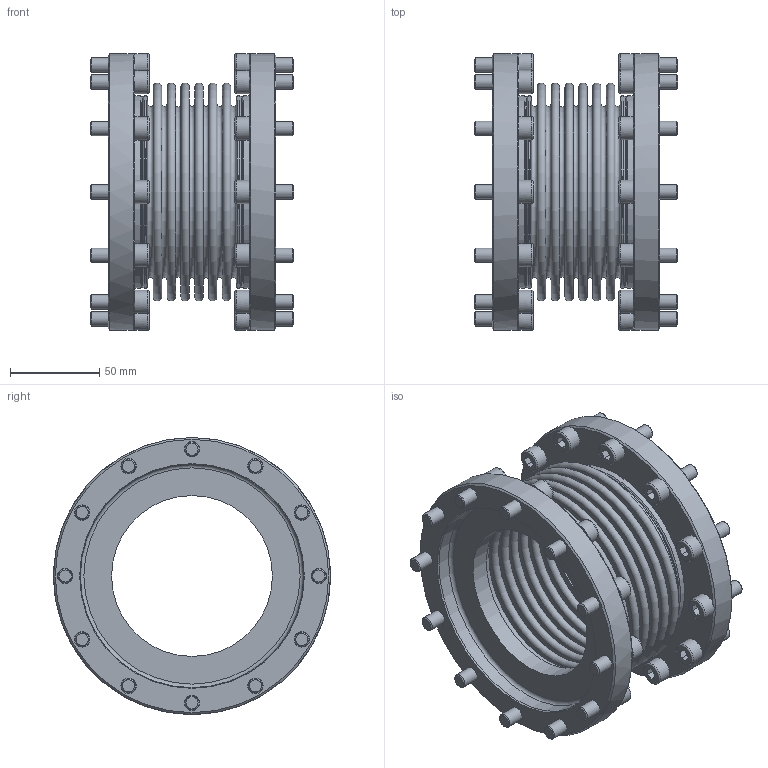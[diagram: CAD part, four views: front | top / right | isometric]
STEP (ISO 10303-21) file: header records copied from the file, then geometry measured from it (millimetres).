
FILE_DESCRIPTION(/* description */ ('Unknown'),/* implementation_level */ '2;1');
FILE_NAME(/* name */ 'KE 700 - 6W',/* time_stamp */ '2021-03-29T14:50:21+02:00',/* author */ ('Unknown'),/* organization */ ('Unknown'),/* preprocessor_version */ 'ST-DEVELOPER v16.7',/* originating_system */ 'DEX',/* authorisation */ $);
FILE_SCHEMA (('AUTOMOTIVE_DESIGN {1 0 10303 214 3 1 1}'));
Length unit declared in the file: millimetre
Products named in the file (1): KE 700 - 6W
Bounding box: 113.98 x 155 x 155 mm (x, y, z)
Volume: 368932.1 mm3; surface area: 250981.5 mm2
Topology: 1 solids, 1 shells, 616 faces, 1378 edges, 842 vertices
Faces by surface type: plane 416, cylinder 84, cone 62, torus 54
Full cylindrical faces by diameter (mm): 8 x24, 8.6 x24, 13 x24, 90 x2, 106.78 x1, 107 x1, 108 x4, 125 x2, 155 x2
Entity records: 15074 total; most frequent: DIRECTION 2798, CARTESIAN_POINT 2445, ORIENTED_EDGE 2140, AXIS2_PLACEMENT_3D 1111, EDGE_CURVE 1070, FACE_BOUND 920, EDGE_LOOP 896, VERTEX_POINT 758
